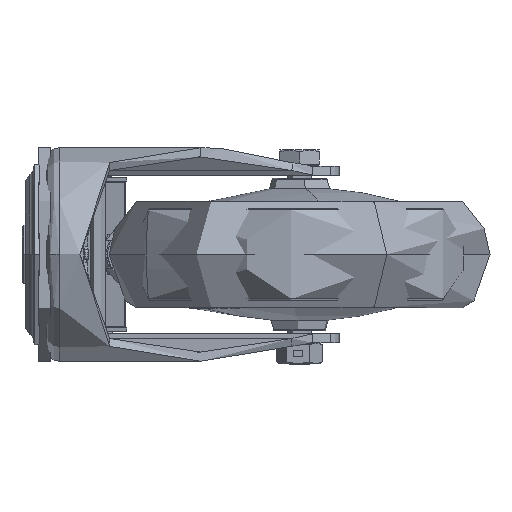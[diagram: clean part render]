
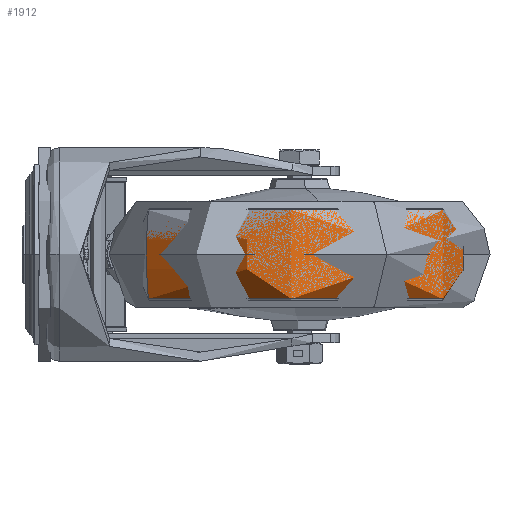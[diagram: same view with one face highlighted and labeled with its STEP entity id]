
A CAD part, left-side view. The second image highlights one B-rep face of the part: STEP entity #1912.
In plain terms, the highlighted toroidal (fillet/blend) face has major radius 83.478 mm and minor radius 140 mm.
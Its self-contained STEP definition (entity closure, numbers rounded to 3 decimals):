
#1912 = ADVANCED_FACE ( 'NONE', ( #41972 ), #3683, .T. ) ;
#3388 = CIRCLE ( 'NONE', #25029, 55.76 ) ;
#3457 = CARTESIAN_POINT ( 'NONE',  ( 40., -91., 0. ) ) ;
#3657 = EDGE_CURVE ( 'NONE', #49966, #39641, #3388, .T. ) ;
#3683 = TOROIDAL_SURFACE ( 'NONE', #56224, -83.478, 140. ) ;
#3713 = DIRECTION ( 'NONE',  ( 0.457, -0.889, 0. ) ) ;
#4043 = AXIS2_PLACEMENT_3D ( 'NONE', #40411, #26414, #3713 ) ;
#7033 = DIRECTION ( 'NONE',  ( 0.889, 0.457, 0. ) ) ;
#10702 = CARTESIAN_POINT ( 'NONE',  ( 40., -91., -14.584 ) ) ;
#10924 = EDGE_LOOP ( 'NONE', ( #23121, #14223, #53519, #40293 ) ) ;
#12234 = DIRECTION ( 'NONE',  ( -0.889, -0.457, 0. ) ) ;
#14223 = ORIENTED_EDGE ( 'NONE', *, *, #3657, .T. ) ;
#16474 = CARTESIAN_POINT ( 'NONE',  ( 65.496, -140.59, 14.584 ) ) ;
#17027 = EDGE_CURVE ( 'NONE', #39641, #39017, #22584, .T. ) ;
#17124 = CARTESIAN_POINT ( 'NONE',  ( 65.496, -140.59, -14.584 ) ) ;
#19482 = DIRECTION ( 'NONE',  ( -0.457, 0.889, 0. ) ) ;
#20319 = CARTESIAN_POINT ( 'NONE',  ( 78.17, -165.241, 0. ) ) ;
#20748 = VERTEX_POINT ( 'NONE', #24172 ) ;
#22584 = CIRCLE ( 'NONE', #44071, 140. ) ;
#23121 = ORIENTED_EDGE ( 'NONE', *, *, #24297, .F. ) ;
#23951 = DIRECTION ( 'NONE',  ( 0.457, -0.889, 0. ) ) ;
#24172 = CARTESIAN_POINT ( 'NONE',  ( 14.504, -41.41, 14.584 ) ) ;
#24297 = EDGE_CURVE ( 'NONE', #49966, #20748, #48355, .T. ) ;
#25029 = AXIS2_PLACEMENT_3D ( 'NONE', #10702, #42033, #23951 ) ;
#26414 = DIRECTION ( 'NONE',  ( 0., 0., 1. ) ) ;
#30537 = AXIS2_PLACEMENT_3D ( 'NONE', #20319, #7033, #19482 ) ;
#31086 = DIRECTION ( 'NONE',  ( 0.457, -0.889, 0. ) ) ;
#32075 = DIRECTION ( 'NONE',  ( 0.457, -0.889, 0. ) ) ;
#34523 = CARTESIAN_POINT ( 'NONE',  ( 1.83, -16.759, 0. ) ) ;
#34992 = EDGE_CURVE ( 'NONE', #20748, #39017, #47198, .T. ) ;
#39017 = VERTEX_POINT ( 'NONE', #16474 ) ;
#39641 = VERTEX_POINT ( 'NONE', #17124 ) ;
#40293 = ORIENTED_EDGE ( 'NONE', *, *, #34992, .F. ) ;
#40411 = CARTESIAN_POINT ( 'NONE',  ( 40., -91., 14.584 ) ) ;
#41972 = FACE_OUTER_BOUND ( 'NONE', #10924, .T. ) ;
#42033 = DIRECTION ( 'NONE',  ( 0., 0., 1. ) ) ;
#44071 = AXIS2_PLACEMENT_3D ( 'NONE', #34523, #12234, #32075 ) ;
#47198 = CIRCLE ( 'NONE', #4043, 55.76 ) ;
#48355 = CIRCLE ( 'NONE', #30537, 140. ) ;
#49966 = VERTEX_POINT ( 'NONE', #54977 ) ;
#53519 = ORIENTED_EDGE ( 'NONE', *, *, #17027, .T. ) ;
#54977 = CARTESIAN_POINT ( 'NONE',  ( 14.504, -41.41, -14.584 ) ) ;
#56224 = AXIS2_PLACEMENT_3D ( 'NONE', #3457, #56892, #31086 ) ;
#56892 = DIRECTION ( 'NONE',  ( 0., 0., 1. ) ) ;
